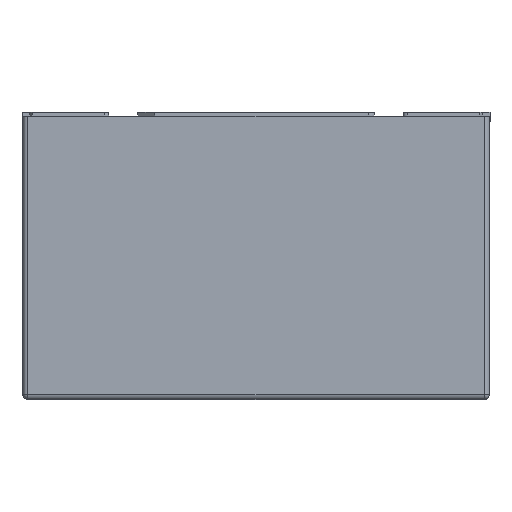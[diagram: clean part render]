
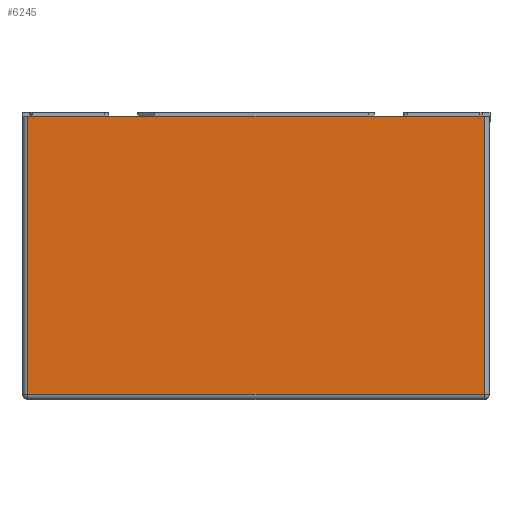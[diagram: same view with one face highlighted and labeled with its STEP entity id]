
A CAD part, front view. The second image highlights one B-rep face of the part: STEP entity #6245.
In plain terms, the highlighted planar face has unit normal (0, -1, 0).
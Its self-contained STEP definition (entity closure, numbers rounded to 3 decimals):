
#390=FACE_OUTER_BOUND('',#694,.T.);
#694=EDGE_LOOP('',(#4711,#4712,#4713,#4714));
#1356=LINE('',#9648,#2099);
#1357=LINE('',#9650,#2100);
#1358=LINE('',#9652,#2101);
#1359=LINE('',#9653,#2102);
#2099=VECTOR('',#7826,1000.);
#2100=VECTOR('',#7827,1000.);
#2101=VECTOR('',#7828,1000.);
#2102=VECTOR('',#7829,1000.);
#2756=VERTEX_POINT('',#9646);
#2757=VERTEX_POINT('',#9647);
#2758=VERTEX_POINT('',#9649);
#2759=VERTEX_POINT('',#9651);
#3494=EDGE_CURVE('',#2756,#2757,#1356,.F.);
#3495=EDGE_CURVE('',#2757,#2758,#1357,.T.);
#3496=EDGE_CURVE('',#2758,#2759,#1358,.T.);
#3497=EDGE_CURVE('',#2759,#2756,#1359,.F.);
#4711=ORIENTED_EDGE('',*,*,#3494,.T.);
#4712=ORIENTED_EDGE('',*,*,#3495,.T.);
#4713=ORIENTED_EDGE('',*,*,#3496,.T.);
#4714=ORIENTED_EDGE('',*,*,#3497,.T.);
#5682=PLANE('',#6633);
#6245=ADVANCED_FACE('',(#390),#5682,.F.);
#6633=AXIS2_PLACEMENT_3D('',#9645,#7824,#7825);
#7824=DIRECTION('center_axis',(0.,1.,0.));
#7825=DIRECTION('ref_axis',(0.,0.,1.));
#7826=DIRECTION('',(-1.,0.,0.));
#7827=DIRECTION('',(0.,0.,1.));
#7828=DIRECTION('',(-1.,0.,0.));
#7829=DIRECTION('',(0.,0.,1.));
#9645=CARTESIAN_POINT('Origin',(3.25,-3.75,-4.));
#9646=CARTESIAN_POINT('',(-3.18,-3.75,-3.93));
#9647=CARTESIAN_POINT('',(3.18,-3.75,-3.93));
#9648=CARTESIAN_POINT('',(3.25,-3.75,-3.93));
#9649=CARTESIAN_POINT('',(3.18,-3.75,-0.05));
#9650=CARTESIAN_POINT('',(3.18,-3.75,-4.));
#9651=CARTESIAN_POINT('',(-3.18,-3.75,-0.05));
#9652=CARTESIAN_POINT('',(3.25,-3.75,-0.05));
#9653=CARTESIAN_POINT('',(-3.18,-3.75,-4.));
